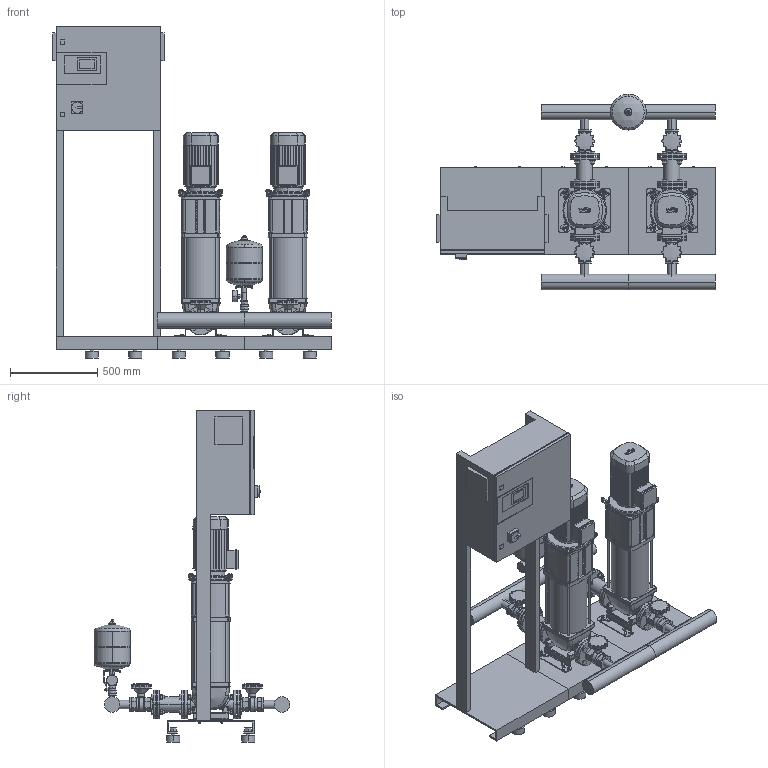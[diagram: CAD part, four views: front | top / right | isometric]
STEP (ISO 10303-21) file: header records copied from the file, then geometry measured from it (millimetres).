
FILE_DESCRIPTION((''),'2;1');
FILE_NAME('3d_CO-2HELIXV2205_K_CC-01-2530516.stp','2016-01-25T10:06:48',(''),(''),'Mechanical Desktop 2009','Mechanical Desktop 2009',', , ');
FILE_SCHEMA(('CONFIG_CONTROL_DESIGN'));
Length unit declared in the file: millimetre
Products named in the file (1): Product
Bounding box: 1600 x 1122.45 x 1905 mm (x, y, z)
Volume: 221688009 mm3; surface area: 11251958.3 mm2
Topology: 115 solids, 115 shells, 4105 faces, 10355 edges, 6745 vertices
Faces by surface type: plane 1724, cylinder 1094, bspline 945, cone 204, torus 132, sphere 6
Entity records: 135996 total; most frequent: CARTESIAN_POINT 37203, ORIENTED_EDGE 20710, DIRECTION 19565, EDGE_CURVE 10355, VERTEX_POINT 6740, AXIS2_PLACEMENT_3D 6553, VECTOR 6459, LINE 6459
